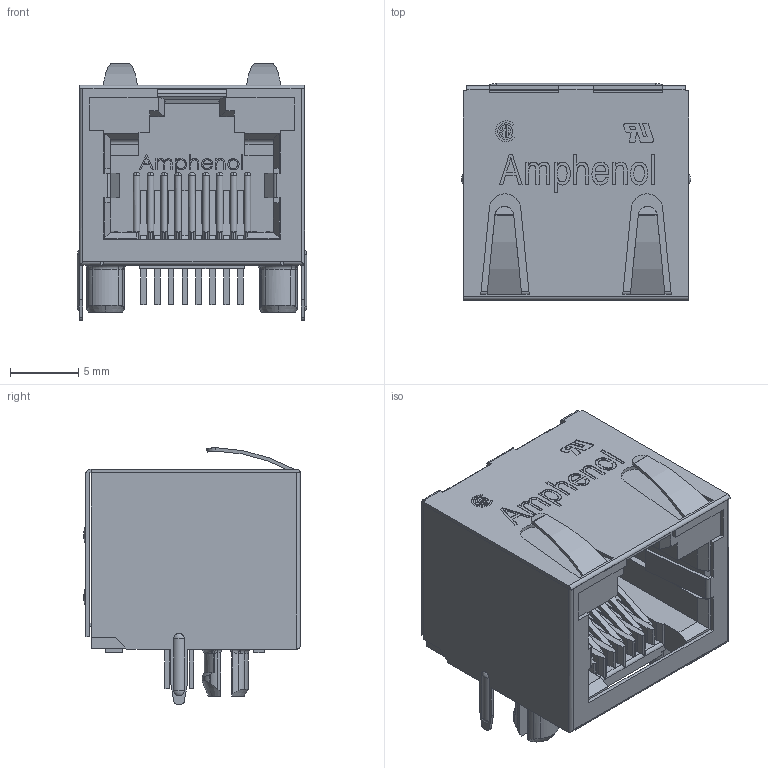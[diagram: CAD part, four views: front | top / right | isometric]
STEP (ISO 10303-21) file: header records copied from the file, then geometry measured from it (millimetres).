
FILE_DESCRIPTION(/* description */ (''),/* implementation_level */ '2;1');
FILE_NAME(/* name */ 'M-RJHSE-X380-REVT1-3D.step',/* time_stamp */ '2022-05-15T21:37:19+02:00',/* author */ (''),/* organization */ (''),/* preprocessor_version */ 'ST-DEVELOPER v18.1',/* originating_system */ 'Autodesk Translation Framework v10.14.0.1471',/* authorisation */ '');
FILE_SCHEMA (('AUTOMOTIVE_DESIGN { 1 0 10303 214 3 1 1 }'));
Length unit declared in the file: millimetre
Products named in the file (1): (Unsaved)
Bounding box: 16.83 x 15.92 x 18.84 mm (x, y, z)
Volume: 2154.3 mm3; surface area: 4092.7 mm2
Topology: 1 solids, 1 shells, 1046 faces, 2934 edges, 1926 vertices
Faces by surface type: plane 695, cylinder 184, bspline 135, torus 12, sphere 11, cone 9
Entity records: 40361 total; most frequent: CARTESIAN_POINT 13964, ORIENTED_EDGE 5850, DIRECTION 4902, EDGE_CURVE 2925, LINE 2186, VECTOR 2186, VERTEX_POINT 1926, AXIS2_PLACEMENT_3D 1358
